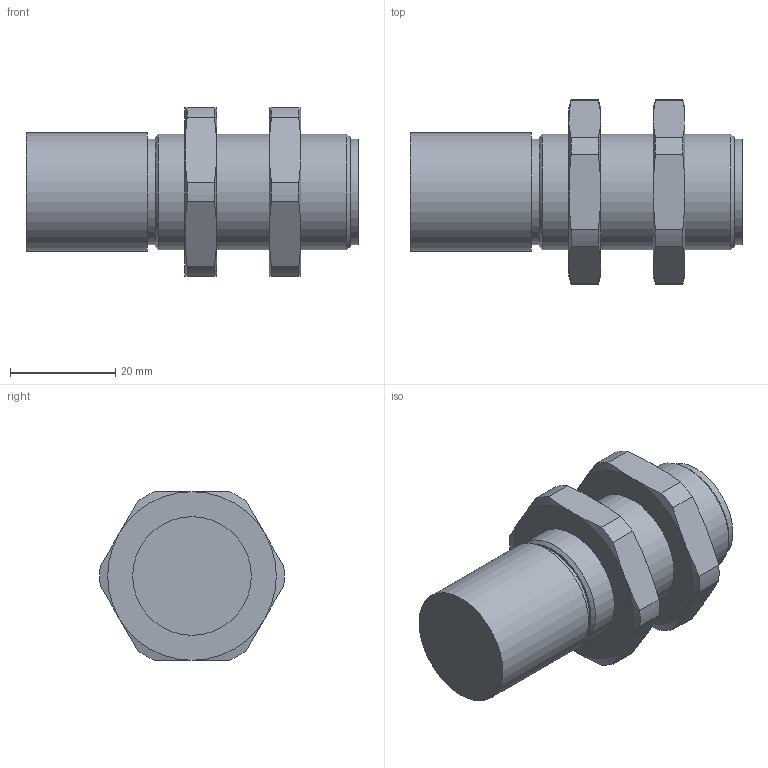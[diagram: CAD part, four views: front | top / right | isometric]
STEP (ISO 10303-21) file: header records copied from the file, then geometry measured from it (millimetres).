
FILE_DESCRIPTION(/* description */ ('STEP AP214'),/* implementation_level */ '2;1');
FILE_NAME(/* name */ '7454_RFL-15',/* time_stamp */ '2024-09-14T22:21:06+02:00',/* author */ ('License CC BY-ND 4.0'),/* organization */ ('CADENAS'),/* preprocessor_version */ 'ST-DEVELOPER v19.3',/* originating_system */ 'PARTsolutions',/* authorisation */ ' ');
FILE_SCHEMA (('AUTOMOTIVE_DESIGN {1 0 10303 214 3 1 1}'));
Length unit declared in the file: millimetre
Products named in the file (1): 7454 RFL-15
Bounding box: 63 x 35 x 32 mm (x, y, z)
Volume: 28971.7 mm3; surface area: 8055.1 mm2
Topology: 1 solids, 1 shells, 73 faces, 159 edges, 98 vertices
Faces by surface type: cone 28, plane 24, cylinder 21
Full cylindrical faces by diameter (mm): 5.2 x2, 18 x1, 20 x2, 22 x3, 22.5 x1
Entity records: 1968 total; most frequent: CARTESIAN_POINT 454, DIRECTION 312, ORIENTED_EDGE 284, AXIS2_PLACEMENT_3D 144, EDGE_CURVE 142, EDGE_LOOP 96, FACE_BOUND 96, VERTEX_POINT 94
